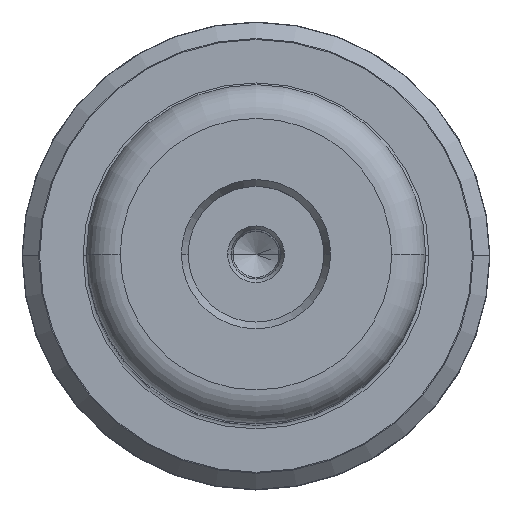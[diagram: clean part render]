
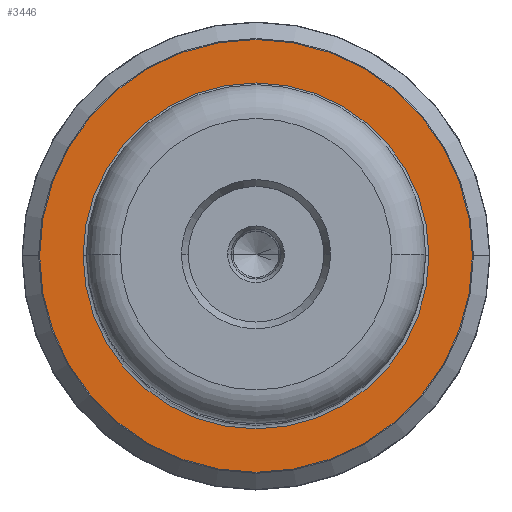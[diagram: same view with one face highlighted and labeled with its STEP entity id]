
A CAD part, top view. The second image highlights one B-rep face of the part: STEP entity #3446.
In plain terms, the highlighted planar face has unit normal (0, 0, 1).
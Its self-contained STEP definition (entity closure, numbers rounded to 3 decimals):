
#42 = CIRCLE ( 'NONE', #1136, 31.917 ) ;
#132 = VERTEX_POINT ( 'NONE', #3439 ) ;
#263 = DIRECTION ( 'NONE',  ( 0., 0., 1. ) ) ;
#536 = DIRECTION ( 'NONE',  ( -1., 0., 0. ) ) ;
#550 = VERTEX_POINT ( 'NONE', #3526 ) ;
#706 = CIRCLE ( 'NONE', #4222, 25.5 ) ;
#857 = FACE_OUTER_BOUND ( 'NONE', #2620, .T. ) ;
#870 = CARTESIAN_POINT ( 'NONE',  ( 0., 0., 50. ) ) ;
#920 = DIRECTION ( 'NONE',  ( 0., 0., -1. ) ) ;
#972 = AXIS2_PLACEMENT_3D ( 'NONE', #4204, #920, #536 ) ;
#1020 = EDGE_LOOP ( 'NONE', ( #1515, #3156 ) ) ;
#1051 = DIRECTION ( 'NONE',  ( 1., 0., 0. ) ) ;
#1136 = AXIS2_PLACEMENT_3D ( 'NONE', #2867, #263, #3882 ) ;
#1137 = EDGE_CURVE ( 'NONE', #4196, #132, #42, .T. ) ;
#1179 = FACE_BOUND ( 'NONE', #1020, .T. ) ;
#1327 = CARTESIAN_POINT ( 'NONE',  ( 25.5, 0., 50. ) ) ;
#1351 = ORIENTED_EDGE ( 'NONE', *, *, #1953, .T. ) ;
#1369 = PLANE ( 'NONE',  #4042 ) ;
#1515 = ORIENTED_EDGE ( 'NONE', *, *, #2835, .T. ) ;
#1913 = EDGE_CURVE ( 'NONE', #3539, #550, #706, .T. ) ;
#1953 = EDGE_CURVE ( 'NONE', #132, #4196, #2563, .T. ) ;
#2563 = CIRCLE ( 'NONE', #3050, 31.917 ) ;
#2606 = CARTESIAN_POINT ( 'NONE',  ( 0., 0., 50. ) ) ;
#2620 = EDGE_LOOP ( 'NONE', ( #1351, #2667 ) ) ;
#2667 = ORIENTED_EDGE ( 'NONE', *, *, #1137, .T. ) ;
#2835 = EDGE_CURVE ( 'NONE', #550, #3539, #2895, .T. ) ;
#2867 = CARTESIAN_POINT ( 'NONE',  ( 0., 0., 50. ) ) ;
#2895 = CIRCLE ( 'NONE', #972, 25.5 ) ;
#3050 = AXIS2_PLACEMENT_3D ( 'NONE', #870, #3502, #3593 ) ;
#3156 = ORIENTED_EDGE ( 'NONE', *, *, #1913, .T. ) ;
#3244 = DIRECTION ( 'NONE',  ( -1., 0., 0. ) ) ;
#3275 = DIRECTION ( 'NONE',  ( 0., 0., 1. ) ) ;
#3439 = CARTESIAN_POINT ( 'NONE',  ( 31.917, 0., 50. ) ) ;
#3446 = ADVANCED_FACE ( 'NONE', ( #1179, #857 ), #1369, .T. ) ;
#3502 = DIRECTION ( 'NONE',  ( 0., 0., 1. ) ) ;
#3526 = CARTESIAN_POINT ( 'NONE',  ( -25.5, 0., 50. ) ) ;
#3539 = VERTEX_POINT ( 'NONE', #1327 ) ;
#3593 = DIRECTION ( 'NONE',  ( 1., 0., 0. ) ) ;
#3851 = DIRECTION ( 'NONE',  ( 0., 0., -1. ) ) ;
#3882 = DIRECTION ( 'NONE',  ( 1., 0., 0. ) ) ;
#3914 = CARTESIAN_POINT ( 'NONE',  ( 0., 0., 50. ) ) ;
#4042 = AXIS2_PLACEMENT_3D ( 'NONE', #2606, #3275, #1051 ) ;
#4163 = CARTESIAN_POINT ( 'NONE',  ( -31.917, 0., 50. ) ) ;
#4196 = VERTEX_POINT ( 'NONE', #4163 ) ;
#4204 = CARTESIAN_POINT ( 'NONE',  ( 0., 0., 50. ) ) ;
#4222 = AXIS2_PLACEMENT_3D ( 'NONE', #3914, #3851, #3244 ) ;
